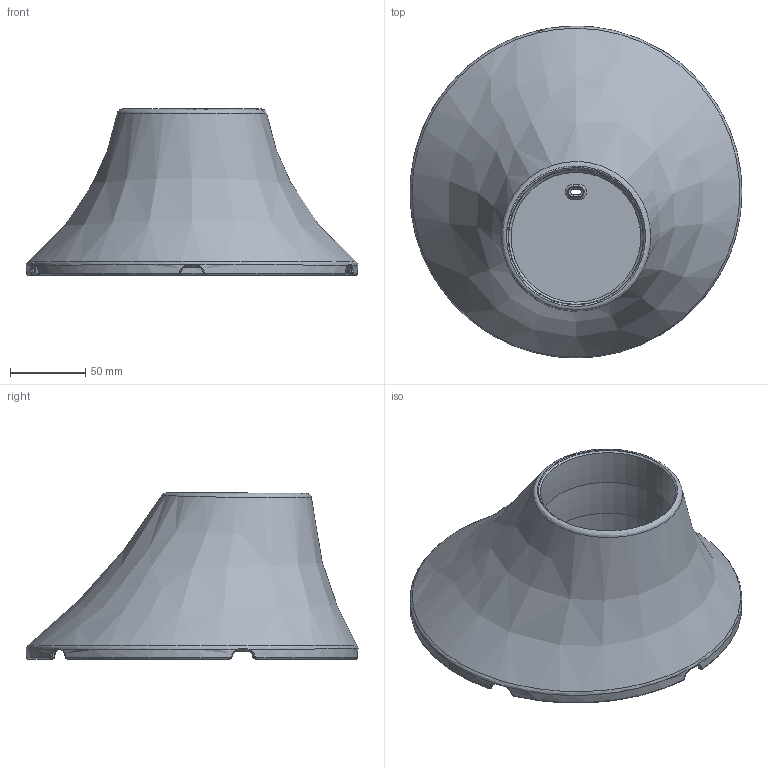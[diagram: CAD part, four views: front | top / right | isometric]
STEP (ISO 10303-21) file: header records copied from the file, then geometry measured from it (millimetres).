
FILE_DESCRIPTION(/* description */ (''),/* implementation_level */ '2;1');
FILE_NAME(/* name */ 'VVU75-stand-nfj-470-base.step',/* time_stamp */ '2024-01-01T04:44:48+09:00',/* author */ (''),/* organization */ (''),/* preprocessor_version */ 'ST-DEVELOPER v20',/* originating_system */ 'Autodesk Translation Framework v12.14.0.127',/* authorisation */ '');
FILE_SCHEMA (('AUTOMOTIVE_DESIGN { 1 0 10303 214 3 1 1 }'));
Length unit declared in the file: millimetre
Products named in the file (1): base
Bounding box: 219.92 x 220 x 110 mm (x, y, z)
Volume: 317005.7 mm3; surface area: 202592.4 mm2
Topology: 1 solids, 1 shells, 210 faces, 539 edges, 332 vertices
Faces by surface type: bspline 93, plane 42, cylinder 36, cone 25, torus 14
Full cylindrical faces by diameter (mm): 2.7 x2, 90 x1, 96 x1
Entity records: 11003 total; most frequent: CARTESIAN_POINT 6606, ORIENTED_EDGE 1078, DIRECTION 649, EDGE_CURVE 539, VERTEX_POINT 332, AXIS2_PLACEMENT_3D 271, B_SPLINE_CURVE_WITH_KNOTS 263, EDGE_LOOP 217
